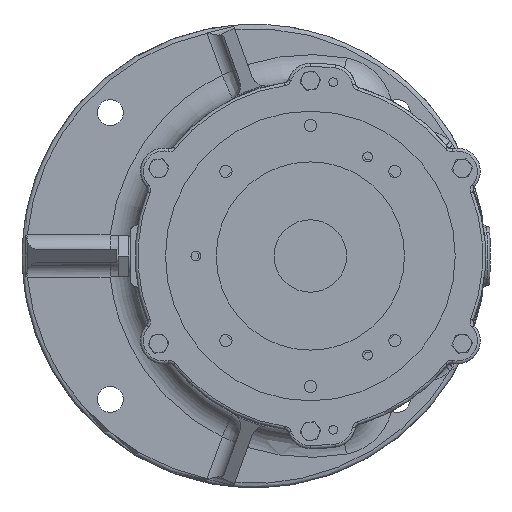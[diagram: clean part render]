
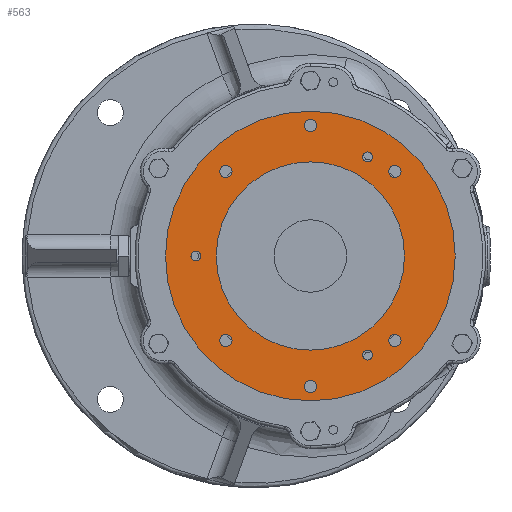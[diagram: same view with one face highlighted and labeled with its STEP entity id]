
A CAD part, left-side view. The second image highlights one B-rep face of the part: STEP entity #563.
In plain terms, the highlighted planar face has unit normal (-1, 0, 0).
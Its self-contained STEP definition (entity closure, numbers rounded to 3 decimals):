
#116 = CARTESIAN_POINT ( 'NONE',  ( -87.5, 0., -90. ) ) ;
#279 = AXIS2_PLACEMENT_3D ( 'NONE', #4787, #25023, #29493 ) ;
#289 = CARTESIAN_POINT ( 'NONE',  ( -87.5, -58.336, -58.336 ) ) ;
#437 = DIRECTION ( 'NONE',  ( -1., 0., 0. ) ) ;
#495 = EDGE_LOOP ( 'NONE', ( #21154 ) ) ;
#563 = ADVANCED_FACE ( 'NONE', ( #20189, #7928, #12880, #10092, #25013, #2454, #15377, #27979, #25500, #13042, #22996 ), #10408, .T. ) ;
#868 = DIRECTION ( 'NONE',  ( 0., 1., 0. ) ) ;
#928 = CARTESIAN_POINT ( 'NONE',  ( -87.5, 0., 90. ) ) ;
#974 = CARTESIAN_POINT ( 'NONE',  ( -87.5, -36.1, 68.416 ) ) ;
#1094 = DIRECTION ( 'NONE',  ( 0., 1., 0. ) ) ;
#1168 = AXIS2_PLACEMENT_3D ( 'NONE', #6409, #3919, #1420 ) ;
#1420 = DIRECTION ( 'NONE',  ( 0., 1., 0. ) ) ;
#1489 = EDGE_LOOP ( 'NONE', ( #16783 ) ) ;
#1721 = VERTEX_POINT ( 'NONE', #4386 ) ;
#1739 = EDGE_LOOP ( 'NONE', ( #14471 ) ) ;
#2178 = AXIS2_PLACEMENT_3D ( 'NONE', #928, #6244, #1094 ) ;
#2454 = FACE_OUTER_BOUND ( 'NONE', #1739, .T. ) ;
#2465 = DIRECTION ( 'NONE',  ( 0., 1., 0. ) ) ;
#2899 = CARTESIAN_POINT ( 'NONE',  ( -87.5, -100., 0. ) ) ;
#3170 = AXIS2_PLACEMENT_3D ( 'NONE', #23156, #437, #18025 ) ;
#3351 = VERTEX_POINT ( 'NONE', #20753 ) ;
#3919 = DIRECTION ( 'NONE',  ( 1., 0., 0. ) ) ;
#3954 = EDGE_LOOP ( 'NONE', ( #17606 ) ) ;
#4005 = DIRECTION ( 'NONE',  ( 1., 0., 0. ) ) ;
#4049 = CARTESIAN_POINT ( 'NONE',  ( -87.5, 4.25, -90. ) ) ;
#4063 = EDGE_CURVE ( 'NONE', #11112, #11112, #4889, .T. ) ;
#4386 = CARTESIAN_POINT ( 'NONE',  ( -87.5, 4.25, 90. ) ) ;
#4787 = CARTESIAN_POINT ( 'NONE',  ( -87.5, 79., 0. ) ) ;
#4889 = CIRCLE ( 'NONE', #1168, 3.4 ) ;
#4963 = DIRECTION ( 'NONE',  ( 1., 0., 0. ) ) ;
#5044 = CARTESIAN_POINT ( 'NONE',  ( -87.5, -36.1, -68.416 ) ) ;
#5159 = CARTESIAN_POINT ( 'NONE',  ( -87.5, 0., 0. ) ) ;
#5237 = AXIS2_PLACEMENT_3D ( 'NONE', #15449, #19934, #22912 ) ;
#5482 = EDGE_LOOP ( 'NONE', ( #18468 ) ) ;
#6061 = ORIENTED_EDGE ( 'NONE', *, *, #29770, .T. ) ;
#6244 = DIRECTION ( 'NONE',  ( 1., 0., 0. ) ) ;
#6369 = VERTEX_POINT ( 'NONE', #4049 ) ;
#6409 = CARTESIAN_POINT ( 'NONE',  ( -87.5, -39.5, 68.416 ) ) ;
#6941 = EDGE_LOOP ( 'NONE', ( #29077 ) ) ;
#7070 = EDGE_LOOP ( 'NONE', ( #6061 ) ) ;
#7218 = EDGE_LOOP ( 'NONE', ( #22402 ) ) ;
#7642 = AXIS2_PLACEMENT_3D ( 'NONE', #19237, #11794, #868 ) ;
#7700 = VERTEX_POINT ( 'NONE', #17951 ) ;
#7928 = FACE_BOUND ( 'NONE', #1489, .T. ) ;
#7940 = DIRECTION ( 'NONE',  ( 1., 0., 0. ) ) ;
#8155 = CIRCLE ( 'NONE', #7642, 3.4 ) ;
#8181 = CARTESIAN_POINT ( 'NONE',  ( -87.5, -65., 0. ) ) ;
#9140 = CARTESIAN_POINT ( 'NONE',  ( -87.5, 58.336, -58.336 ) ) ;
#9152 = AXIS2_PLACEMENT_3D ( 'NONE', #28154, #4963, #15070 ) ;
#9696 = VERTEX_POINT ( 'NONE', #22445 ) ;
#10092 = FACE_BOUND ( 'NONE', #7218, .T. ) ;
#10408 = PLANE ( 'NONE',  #3170 ) ;
#11075 = AXIS2_PLACEMENT_3D ( 'NONE', #116, #20180, #30294 ) ;
#11112 = VERTEX_POINT ( 'NONE', #974 ) ;
#11794 = DIRECTION ( 'NONE',  ( 1., 0., 0. ) ) ;
#12880 = FACE_BOUND ( 'NONE', #5482, .T. ) ;
#13042 = FACE_BOUND ( 'NONE', #7070, .T. ) ;
#13055 = EDGE_CURVE ( 'NONE', #25307, #25307, #22662, .T. ) ;
#13464 = CARTESIAN_POINT ( 'NONE',  ( -87.5, -54.086, -58.336 ) ) ;
#13931 = DIRECTION ( 'NONE',  ( 0., 1., 0. ) ) ;
#14060 = CIRCLE ( 'NONE', #32058, 4.25 ) ;
#14270 = CIRCLE ( 'NONE', #11075, 4.25 ) ;
#14355 = EDGE_CURVE ( 'NONE', #22488, #22488, #31173, .T. ) ;
#14471 = ORIENTED_EDGE ( 'NONE', *, *, #13055, .T. ) ;
#14891 = CIRCLE ( 'NONE', #2178, 4.25 ) ;
#15070 = DIRECTION ( 'NONE',  ( 0., 1., 0. ) ) ;
#15377 = FACE_BOUND ( 'NONE', #19287, .T. ) ;
#15449 = CARTESIAN_POINT ( 'NONE',  ( -87.5, -58.336, 58.336 ) ) ;
#15505 = CARTESIAN_POINT ( 'NONE',  ( -87.5, -54.086, 58.336 ) ) ;
#16681 = ORIENTED_EDGE ( 'NONE', *, *, #32263, .T. ) ;
#16783 = ORIENTED_EDGE ( 'NONE', *, *, #23332, .T. ) ;
#17606 = ORIENTED_EDGE ( 'NONE', *, *, #14355, .T. ) ;
#17951 = CARTESIAN_POINT ( 'NONE',  ( -87.5, 62.586, 58.336 ) ) ;
#18025 = DIRECTION ( 'NONE',  ( 0., -1., 0. ) ) ;
#18468 = ORIENTED_EDGE ( 'NONE', *, *, #28121, .T. ) ;
#19237 = CARTESIAN_POINT ( 'NONE',  ( -87.5, -39.5, -68.416 ) ) ;
#19287 = EDGE_LOOP ( 'NONE', ( #27432 ) ) ;
#19366 = EDGE_LOOP ( 'NONE', ( #16681 ) ) ;
#19405 = CIRCLE ( 'NONE', #27381, 65. ) ;
#19934 = DIRECTION ( 'NONE',  ( 1., 0., 0. ) ) ;
#20180 = DIRECTION ( 'NONE',  ( 1., 0., 0. ) ) ;
#20189 = FACE_BOUND ( 'NONE', #495, .T. ) ;
#20753 = CARTESIAN_POINT ( 'NONE',  ( -87.5, 62.586, -58.336 ) ) ;
#20813 = EDGE_CURVE ( 'NONE', #6369, #6369, #14270, .T. ) ;
#21154 = ORIENTED_EDGE ( 'NONE', *, *, #20813, .T. ) ;
#21579 = AXIS2_PLACEMENT_3D ( 'NONE', #5159, #25550, #22564 ) ;
#21730 = CARTESIAN_POINT ( 'NONE',  ( -87.5, 0., 0. ) ) ;
#22402 = ORIENTED_EDGE ( 'NONE', *, *, #30380, .T. ) ;
#22445 = CARTESIAN_POINT ( 'NONE',  ( -87.5, 82.4, 0. ) ) ;
#22488 = VERTEX_POINT ( 'NONE', #15505 ) ;
#22564 = DIRECTION ( 'NONE',  ( 0., -1., 0. ) ) ;
#22662 = CIRCLE ( 'NONE', #21579, 100. ) ;
#22912 = DIRECTION ( 'NONE',  ( 0., 1., 0. ) ) ;
#22996 = FACE_BOUND ( 'NONE', #6941, .T. ) ;
#23043 = CIRCLE ( 'NONE', #27306, 4.25 ) ;
#23156 = CARTESIAN_POINT ( 'NONE',  ( -87.5, -100., 0. ) ) ;
#23332 = EDGE_CURVE ( 'NONE', #1721, #1721, #14891, .T. ) ;
#23585 = VERTEX_POINT ( 'NONE', #8181 ) ;
#24147 = ORIENTED_EDGE ( 'NONE', *, *, #29990, .T. ) ;
#24779 = VERTEX_POINT ( 'NONE', #5044 ) ;
#25013 = FACE_BOUND ( 'NONE', #19366, .T. ) ;
#25023 = DIRECTION ( 'NONE',  ( 1., 0., 0. ) ) ;
#25176 = CIRCLE ( 'NONE', #279, 3.4 ) ;
#25307 = VERTEX_POINT ( 'NONE', #2899 ) ;
#25500 = FACE_BOUND ( 'NONE', #27094, .T. ) ;
#25550 = DIRECTION ( 'NONE',  ( -1., 0., 0. ) ) ;
#25575 = CIRCLE ( 'NONE', #9152, 4.25 ) ;
#26075 = VERTEX_POINT ( 'NONE', #13464 ) ;
#26144 = EDGE_CURVE ( 'NONE', #7700, #7700, #25575, .T. ) ;
#27094 = EDGE_LOOP ( 'NONE', ( #24147 ) ) ;
#27306 = AXIS2_PLACEMENT_3D ( 'NONE', #9140, #31347, #13931 ) ;
#27381 = AXIS2_PLACEMENT_3D ( 'NONE', #21730, #4005, #31687 ) ;
#27432 = ORIENTED_EDGE ( 'NONE', *, *, #26144, .T. ) ;
#27979 = FACE_BOUND ( 'NONE', #3954, .T. ) ;
#28121 = EDGE_CURVE ( 'NONE', #24779, #24779, #8155, .T. ) ;
#28154 = CARTESIAN_POINT ( 'NONE',  ( -87.5, 58.336, 58.336 ) ) ;
#29077 = ORIENTED_EDGE ( 'NONE', *, *, #4063, .T. ) ;
#29493 = DIRECTION ( 'NONE',  ( 0., 1., 0. ) ) ;
#29770 = EDGE_CURVE ( 'NONE', #9696, #9696, #25176, .T. ) ;
#29990 = EDGE_CURVE ( 'NONE', #26075, #26075, #14060, .T. ) ;
#30294 = DIRECTION ( 'NONE',  ( 0., 1., 0. ) ) ;
#30380 = EDGE_CURVE ( 'NONE', #3351, #3351, #23043, .T. ) ;
#31173 = CIRCLE ( 'NONE', #5237, 4.25 ) ;
#31347 = DIRECTION ( 'NONE',  ( 1., 0., 0. ) ) ;
#31687 = DIRECTION ( 'NONE',  ( 0., -1., 0. ) ) ;
#32058 = AXIS2_PLACEMENT_3D ( 'NONE', #289, #7940, #2465 ) ;
#32263 = EDGE_CURVE ( 'NONE', #23585, #23585, #19405, .T. ) ;
